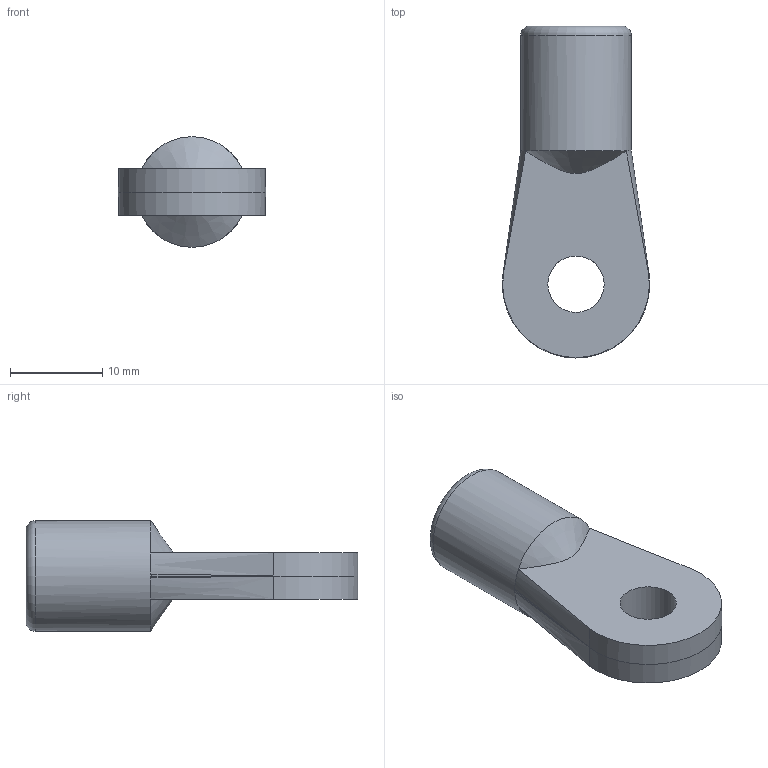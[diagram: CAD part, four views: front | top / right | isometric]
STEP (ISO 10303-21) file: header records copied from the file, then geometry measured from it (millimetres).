
FILE_DESCRIPTION(/* description */ (''),/* implementation_level */ '2;1');
FILE_NAME(/* name */ 'SG-1.stp',/* time_stamp */ '2019-10-07T14:23:07+02:00',/* author */ (''),/* organization */ (''),/* preprocessor_version */ 'ST-DEVELOPER v15.2',/* originating_system */ 'Autodesk Translator Framework v2.0.0.5431',/* authorisation */ '');
FILE_SCHEMA (('AUTOMOTIVE_DESIGN { 1 0 10303 214 3 1 1 }'));
Length unit declared in the file: centimetre
Products named in the file (1): (Unsaved)
Bounding box: 15.99 x 36 x 12 mm (x, y, z)
Volume: 2660.1 mm3; surface area: 1743.1 mm2
Topology: 1 solids, 1 shells, 24 faces, 51 edges, 29 vertices
Faces by surface type: plane 9, cone 6, cylinder 4, bspline 4, torus 1
Full cylindrical faces by diameter (mm): 5 x1, 6.1 x2, 12 x1
Entity records: 707 total; most frequent: CARTESIAN_POINT 224, DIRECTION 95, ORIENTED_EDGE 86, EDGE_CURVE 43, AXIS2_PLACEMENT_3D 42, EDGE_LOOP 33, VERTEX_POINT 28, FACE_OUTER_BOUND 24
